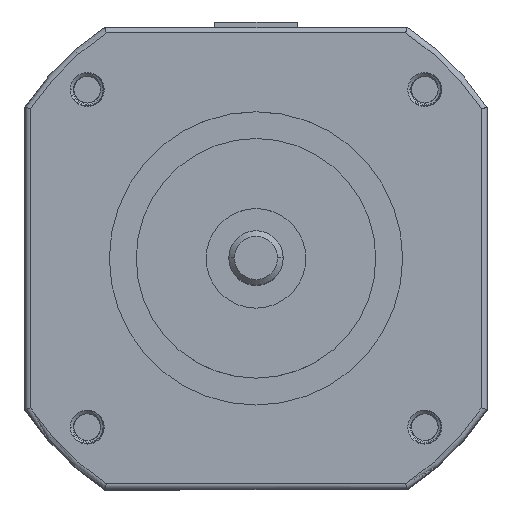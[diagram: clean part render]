
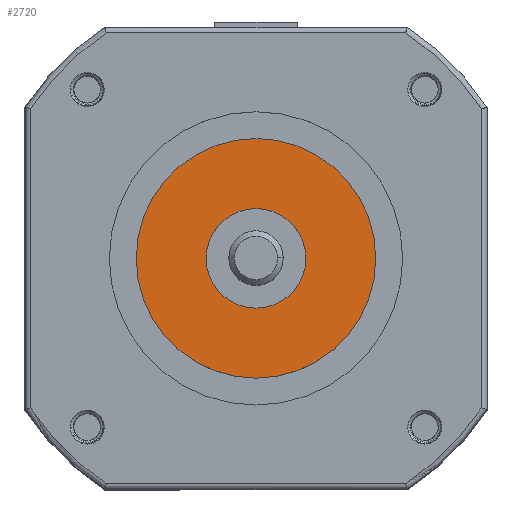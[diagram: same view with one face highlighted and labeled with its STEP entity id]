
A CAD part, top view. The second image highlights one B-rep face of the part: STEP entity #2720.
In plain terms, the highlighted planar face has unit normal (0, 0, 1).
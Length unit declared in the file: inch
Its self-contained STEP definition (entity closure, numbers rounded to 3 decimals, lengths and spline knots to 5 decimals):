
#513 = EDGE_LOOP ( 'NONE', ( #608, #675 ) ) ;
#539 = ORIENTED_EDGE ( 'NONE', *, *, #4182, .F. ) ;
#608 = ORIENTED_EDGE ( 'NONE', *, *, #4178, .F. ) ;
#637 = ORIENTED_EDGE ( 'NONE', *, *, #4434, .F. ) ;
#675 = ORIENTED_EDGE ( 'NONE', *, *, #4471, .F. ) ;
#822 = EDGE_LOOP ( 'NONE', ( #637, #539 ) ) ;
#1714 = FACE_OUTER_BOUND ( 'NONE', #822, .T. ) ;
#1718 = FACE_BOUND ( 'NONE', #513, .T. ) ;
#1983 = CIRCLE ( 'NONE', #4900, 0.18 ) ;
#1990 = CIRCLE ( 'NONE', #4903, 0.433 ) ;
#2277 = CIRCLE ( 'NONE', #4956, 0.433 ) ;
#2311 = CIRCLE ( 'NONE', #4964, 0.18 ) ;
#2720 = ADVANCED_FACE ( 'NONE', ( #1714, #1718 ), #9143, .T. ) ;
#4178 = EDGE_CURVE ( 'NONE', #14531, #14443, #1983, .T. ) ;
#4182 = EDGE_CURVE ( 'NONE', #14552, #14625, #1990, .T. ) ;
#4434 = EDGE_CURVE ( 'NONE', #14625, #14552, #2277, .T. ) ;
#4471 = EDGE_CURVE ( 'NONE', #14443, #14531, #2311, .T. ) ;
#4824 = AXIS2_PLACEMENT_3D ( 'NONE', #9145, #9137, #9136 ) ;
#4900 = AXIS2_PLACEMENT_3D ( 'NONE', #13177, #13528, #13367 ) ;
#4903 = AXIS2_PLACEMENT_3D ( 'NONE', #13281, #13116, #13165 ) ;
#4956 = AXIS2_PLACEMENT_3D ( 'NONE', #10449, #10047, #10038 ) ;
#4964 = AXIS2_PLACEMENT_3D ( 'NONE', #10882, #10883, #10128 ) ;
#6414 = CARTESIAN_POINT ( 'NONE',  ( -0.433, 0., 0.08 ) ) ;
#6448 = CARTESIAN_POINT ( 'NONE',  ( 0., 0.18, 0.08 ) ) ;
#6452 = CARTESIAN_POINT ( 'NONE',  ( 0.433, 0., 0.08 ) ) ;
#6523 = CARTESIAN_POINT ( 'NONE',  ( 0., -0.18, 0.08 ) ) ;
#9136 = DIRECTION ( 'NONE',  ( 1., 0., 0. ) ) ;
#9137 = DIRECTION ( 'NONE',  ( 0., 0., 1. ) ) ;
#9143 = PLANE ( 'NONE',  #4824 ) ;
#9145 = CARTESIAN_POINT ( 'NONE',  ( 0., 0., 0.08 ) ) ;
#10038 = DIRECTION ( 'NONE',  ( -1., 0., 0. ) ) ;
#10047 = DIRECTION ( 'NONE',  ( 0., 0., -1. ) ) ;
#10128 = DIRECTION ( 'NONE',  ( 0., -1., 0. ) ) ;
#10449 = CARTESIAN_POINT ( 'NONE',  ( 0., 0., 0.08 ) ) ;
#10882 = CARTESIAN_POINT ( 'NONE',  ( 0., 0., 0.08 ) ) ;
#10883 = DIRECTION ( 'NONE',  ( 0., 0., 1. ) ) ;
#13116 = DIRECTION ( 'NONE',  ( 0., 0., -1. ) ) ;
#13165 = DIRECTION ( 'NONE',  ( -1., 0., 0. ) ) ;
#13177 = CARTESIAN_POINT ( 'NONE',  ( 0., 0., 0.08 ) ) ;
#13281 = CARTESIAN_POINT ( 'NONE',  ( 0., 0., 0.08 ) ) ;
#13367 = DIRECTION ( 'NONE',  ( 0., -1., 0. ) ) ;
#13528 = DIRECTION ( 'NONE',  ( 0., 0., 1. ) ) ;
#14443 = VERTEX_POINT ( 'NONE', #6448 ) ;
#14531 = VERTEX_POINT ( 'NONE', #6523 ) ;
#14552 = VERTEX_POINT ( 'NONE', #6452 ) ;
#14625 = VERTEX_POINT ( 'NONE', #6414 ) ;
